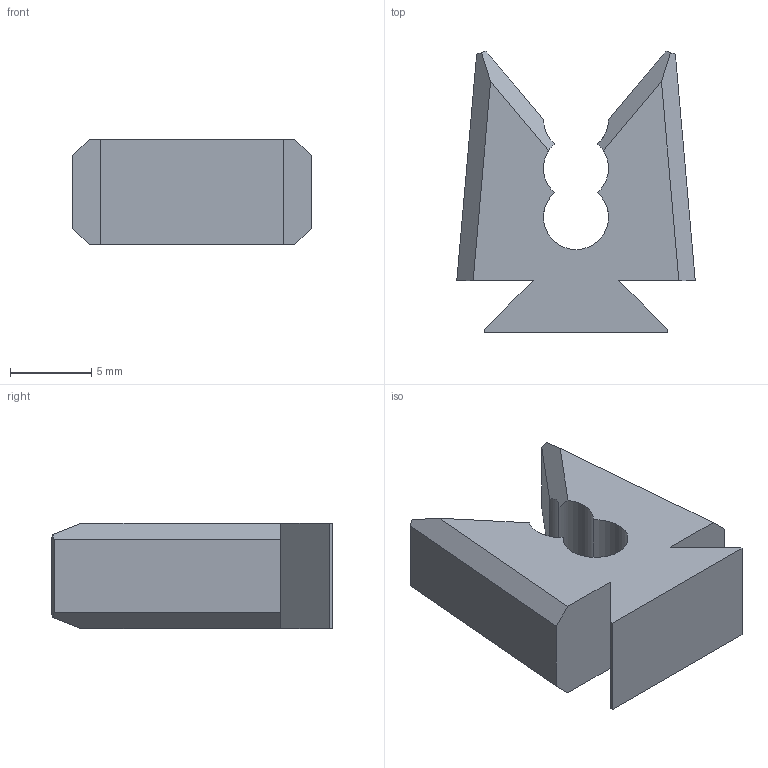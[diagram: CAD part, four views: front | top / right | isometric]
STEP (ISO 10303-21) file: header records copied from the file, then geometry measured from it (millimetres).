
FILE_DESCRIPTION(/* description */ (''),/* implementation_level */ '2;1');
FILE_NAME(/* name */ 'cable_holder_short_x3.step',/* time_stamp */ '2020-10-05T14:45:42+07:00',/* author */ (''),/* organization */ (''),/* preprocessor_version */ 'ST-DEVELOPER v18.1',/* originating_system */ 'Autodesk Translation Framework v9.3.0.1241',/* authorisation */ '');
FILE_SCHEMA (('AUTOMOTIVE_DESIGN { 1 0 10303 214 3 1 1 }'));
Length unit declared in the file: millimetre
Products named in the file (1): Cable_Holder_Short
Bounding box: 14.65 x 17.3 x 6.5 mm (x, y, z)
Volume: 978.7 mm3; surface area: 840.1 mm2
Topology: 1 solids, 1 shells, 28 faces, 78 edges, 52 vertices
Faces by surface type: plane 23, cylinder 5
Entity records: 936 total; most frequent: CARTESIAN_POINT 159, ORIENTED_EDGE 156, DIRECTION 150, EDGE_CURVE 78, LINE 64, VECTOR 64, VERTEX_POINT 52, AXIS2_PLACEMENT_3D 43
